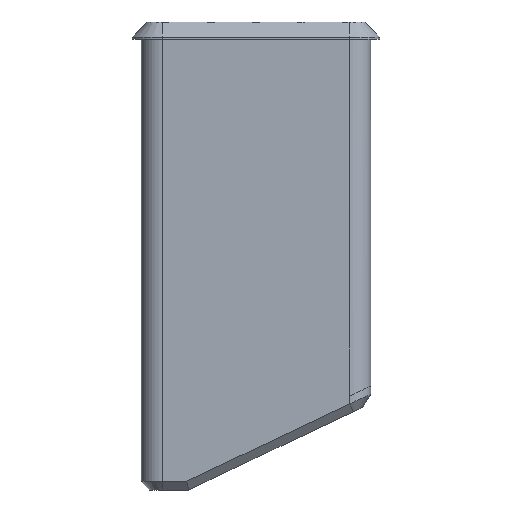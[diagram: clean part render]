
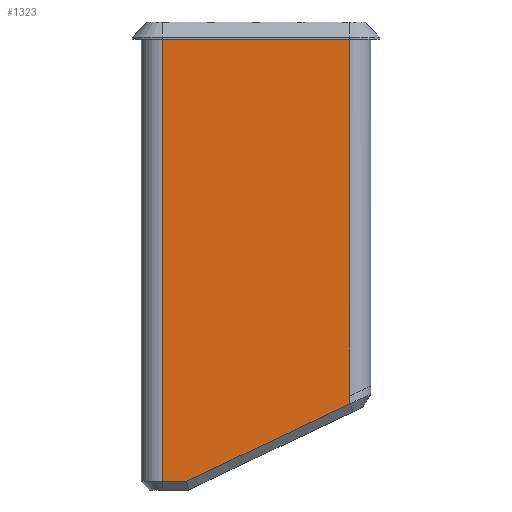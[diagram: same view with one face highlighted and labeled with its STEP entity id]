
A CAD part, left-side view. The second image highlights one B-rep face of the part: STEP entity #1323.
In plain terms, the highlighted planar face has unit normal (-1, 0, 0).
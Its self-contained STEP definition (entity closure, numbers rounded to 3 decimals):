
#103 = PLANE('',#104);
#104 = AXIS2_PLACEMENT_3D('',#105,#106,#107);
#105 = CARTESIAN_POINT('',(-159.477,-37.109,-16.4));
#106 = DIRECTION('',(0.,0.,1.));
#107 = DIRECTION('',(1.,0.,0.));
#131 = CYLINDRICAL_SURFACE('',#132,4.9);
#132 = AXIS2_PLACEMENT_3D('',#133,#134,#135);
#133 = CARTESIAN_POINT('',(-165.477,-58.697,-16.4));
#134 = DIRECTION('',(0.,0.,1.));
#135 = DIRECTION('',(1.,0.,0.));
#159 = SURFACE_OF_LINEAR_EXTRUSION('',#160,#165);
#160 = ELLIPSE('',#161,5.426,4.9);
#161 = AXIS2_PLACEMENT_3D('',#162,#163,#164);
#162 = CARTESIAN_POINT('',(-165.477,-58.697,-98.732));
#163 = DIRECTION('',(-0.,0.43,0.903));
#164 = DIRECTION('',(0.,-0.903,0.43));
#165 = VECTOR('',#166,1.);
#166 = DIRECTION('',(0.,0.,1.));
#499 = VERTEX_POINT('',#500);
#500 = CARTESIAN_POINT('',(-170.377,-58.697,-98.732));
#528 = EDGE_CURVE('',#499,#529,#531,.T.);
#529 = VERTEX_POINT('',#530);
#530 = CARTESIAN_POINT('',(-170.377,-58.697,-100.517));
#531 = SURFACE_CURVE('',#532,(#536,#543),.PCURVE_S1.);
#532 = LINE('',#533,#534);
#533 = CARTESIAN_POINT('',(-170.377,-58.697,-98.732));
#534 = VECTOR('',#535,1.);
#535 = DIRECTION('',(-0.,-0.,-1.));
#536 = PCURVE('',#159,#537);
#537 = DEFINITIONAL_REPRESENTATION('',(#538),#542);
#538 = LINE('',#539,#540);
#539 = CARTESIAN_POINT('',(4.712,0.));
#540 = VECTOR('',#541,1.);
#541 = DIRECTION('',(0.,-1.));
#542 = ( GEOMETRIC_REPRESENTATION_CONTEXT(2) 
PARAMETRIC_REPRESENTATION_CONTEXT() REPRESENTATION_CONTEXT('2D SPACE',''
  ) );
#543 = PCURVE('',#544,#549);
#544 = PLANE('',#545);
#545 = AXIS2_PLACEMENT_3D('',#546,#547,#548);
#546 = CARTESIAN_POINT('',(-170.377,-36.804,-66.378));
#547 = DIRECTION('',(-1.,0.,0.));
#548 = DIRECTION('',(0.,-1.,0.));
#549 = DEFINITIONAL_REPRESENTATION('',(#550),#554);
#550 = LINE('',#551,#552);
#551 = CARTESIAN_POINT('',(21.894,-32.354));
#552 = VECTOR('',#553,1.);
#553 = DIRECTION('',(0.,-1.));
#554 = ( GEOMETRIC_REPRESENTATION_CONTEXT(2) 
PARAMETRIC_REPRESENTATION_CONTEXT() REPRESENTATION_CONTEXT('2D SPACE',''
  ) );
#833 = VERTEX_POINT('',#834);
#834 = CARTESIAN_POINT('',(-170.377,-58.697,-16.4));
#856 = EDGE_CURVE('',#833,#857,#859,.T.);
#857 = VERTEX_POINT('',#858);
#858 = CARTESIAN_POINT('',(-170.377,-15.52,-16.4));
#859 = SURFACE_CURVE('',#860,(#864,#871),.PCURVE_S1.);
#860 = LINE('',#861,#862);
#861 = CARTESIAN_POINT('',(-170.377,-58.697,-16.4));
#862 = VECTOR('',#863,1.);
#863 = DIRECTION('',(0.,1.,0.));
#864 = PCURVE('',#103,#865);
#865 = DEFINITIONAL_REPRESENTATION('',(#866),#870);
#866 = LINE('',#867,#868);
#867 = CARTESIAN_POINT('',(-10.9,-21.589));
#868 = VECTOR('',#869,1.);
#869 = DIRECTION('',(0.,1.));
#870 = ( GEOMETRIC_REPRESENTATION_CONTEXT(2) 
PARAMETRIC_REPRESENTATION_CONTEXT() REPRESENTATION_CONTEXT('2D SPACE',''
  ) );
#871 = PCURVE('',#544,#872);
#872 = DEFINITIONAL_REPRESENTATION('',(#873),#877);
#873 = LINE('',#874,#875);
#874 = CARTESIAN_POINT('',(21.894,49.978));
#875 = VECTOR('',#876,1.);
#876 = DIRECTION('',(-1.,0.));
#877 = ( GEOMETRIC_REPRESENTATION_CONTEXT(2) 
PARAMETRIC_REPRESENTATION_CONTEXT() REPRESENTATION_CONTEXT('2D SPACE',''
  ) );
#896 = CYLINDRICAL_SURFACE('',#897,4.9);
#897 = AXIS2_PLACEMENT_3D('',#898,#899,#900);
#898 = CARTESIAN_POINT('',(-165.477,-15.52,-16.4));
#899 = DIRECTION('',(0.,0.,1.));
#900 = DIRECTION('',(1.,0.,0.));
#992 = EDGE_CURVE('',#833,#499,#993,.T.);
#993 = SURFACE_CURVE('',#994,(#998,#1005),.PCURVE_S1.);
#994 = LINE('',#995,#996);
#995 = CARTESIAN_POINT('',(-170.377,-58.697,-16.4));
#996 = VECTOR('',#997,1.);
#997 = DIRECTION('',(-0.,-0.,-1.));
#998 = PCURVE('',#131,#999);
#999 = DEFINITIONAL_REPRESENTATION('',(#1000),#1004);
#1000 = LINE('',#1001,#1002);
#1001 = CARTESIAN_POINT('',(3.142,0.));
#1002 = VECTOR('',#1003,1.);
#1003 = DIRECTION('',(0.,-1.));
#1004 = ( GEOMETRIC_REPRESENTATION_CONTEXT(2) 
PARAMETRIC_REPRESENTATION_CONTEXT() REPRESENTATION_CONTEXT('2D SPACE',''
  ) );
#1005 = PCURVE('',#544,#1006);
#1006 = DEFINITIONAL_REPRESENTATION('',(#1007),#1011);
#1007 = LINE('',#1008,#1009);
#1008 = CARTESIAN_POINT('',(21.894,49.978));
#1009 = VECTOR('',#1010,1.);
#1010 = DIRECTION('',(0.,-1.));
#1011 = ( GEOMETRIC_REPRESENTATION_CONTEXT(2) 
PARAMETRIC_REPRESENTATION_CONTEXT() REPRESENTATION_CONTEXT('2D SPACE',''
  ) );
#1189 = PLANE('',#1190);
#1190 = AXIS2_PLACEMENT_3D('',#1191,#1192,#1193);
#1191 = CARTESIAN_POINT('',(-169.377,-21.137,-119.497)
  );
#1192 = DIRECTION('',(0.707,0.304,0.639));
#1193 = DIRECTION('',(0.,-0.903,0.43)
  );
#1323 = ADVANCED_FACE('',(#1324),#544,.T.);
#1324 = FACE_BOUND('',#1325,.T.);
#1325 = EDGE_LOOP('',(#1326,#1327,#1328,#1329,#1352,#1380));
#1326 = ORIENTED_EDGE('',*,*,#528,.F.);
#1327 = ORIENTED_EDGE('',*,*,#992,.F.);
#1328 = ORIENTED_EDGE('',*,*,#856,.T.);
#1329 = ORIENTED_EDGE('',*,*,#1330,.T.);
#1330 = EDGE_CURVE('',#857,#1331,#1333,.T.);
#1331 = VERTEX_POINT('',#1332);
#1332 = CARTESIAN_POINT('',(-170.377,-15.52,-118.4));
#1333 = SURFACE_CURVE('',#1334,(#1338,#1345),.PCURVE_S1.);
#1334 = LINE('',#1335,#1336);
#1335 = CARTESIAN_POINT('',(-170.377,-15.52,-16.4));
#1336 = VECTOR('',#1337,1.);
#1337 = DIRECTION('',(-0.,-0.,-1.));
#1338 = PCURVE('',#544,#1339);
#1339 = DEFINITIONAL_REPRESENTATION('',(#1340),#1344);
#1340 = LINE('',#1341,#1342);
#1341 = CARTESIAN_POINT('',(-21.284,49.978));
#1342 = VECTOR('',#1343,1.);
#1343 = DIRECTION('',(0.,-1.));
#1344 = ( GEOMETRIC_REPRESENTATION_CONTEXT(2) 
PARAMETRIC_REPRESENTATION_CONTEXT() REPRESENTATION_CONTEXT('2D SPACE',''
  ) );
#1345 = PCURVE('',#896,#1346);
#1346 = DEFINITIONAL_REPRESENTATION('',(#1347),#1351);
#1347 = LINE('',#1348,#1349);
#1348 = CARTESIAN_POINT('',(3.142,0.));
#1349 = VECTOR('',#1350,1.);
#1350 = DIRECTION('',(0.,-1.));
#1351 = ( GEOMETRIC_REPRESENTATION_CONTEXT(2) 
PARAMETRIC_REPRESENTATION_CONTEXT() REPRESENTATION_CONTEXT('2D SPACE',''
  ) );
#1352 = ORIENTED_EDGE('',*,*,#1353,.T.);
#1353 = EDGE_CURVE('',#1331,#1354,#1356,.T.);
#1354 = VERTEX_POINT('',#1355);
#1355 = CARTESIAN_POINT('',(-170.377,-21.115,-118.4));
#1356 = SURFACE_CURVE('',#1357,(#1361,#1368),.PCURVE_S1.);
#1357 = LINE('',#1358,#1359);
#1358 = CARTESIAN_POINT('',(-170.377,-15.52,-118.4));
#1359 = VECTOR('',#1360,1.);
#1360 = DIRECTION('',(0.,-1.,0.));
#1361 = PCURVE('',#544,#1362);
#1362 = DEFINITIONAL_REPRESENTATION('',(#1363),#1367);
#1363 = LINE('',#1364,#1365);
#1364 = CARTESIAN_POINT('',(-21.284,-52.022));
#1365 = VECTOR('',#1366,1.);
#1366 = DIRECTION('',(1.,0.));
#1367 = ( GEOMETRIC_REPRESENTATION_CONTEXT(2) 
PARAMETRIC_REPRESENTATION_CONTEXT() REPRESENTATION_CONTEXT('2D SPACE',''
  ) );
#1368 = PCURVE('',#1369,#1374);
#1369 = PLANE('',#1370);
#1370 = AXIS2_PLACEMENT_3D('',#1371,#1372,#1373);
#1371 = CARTESIAN_POINT('',(-169.377,-15.52,-119.4));
#1372 = DIRECTION('',(0.707,0.,0.707));
#1373 = DIRECTION('',(0.,-1.,0.));
#1374 = DEFINITIONAL_REPRESENTATION('',(#1375),#1379);
#1375 = LINE('',#1376,#1377);
#1376 = CARTESIAN_POINT('',(0.,-1.414));
#1377 = VECTOR('',#1378,1.);
#1378 = DIRECTION('',(1.,0.));
#1379 = ( GEOMETRIC_REPRESENTATION_CONTEXT(2) 
PARAMETRIC_REPRESENTATION_CONTEXT() REPRESENTATION_CONTEXT('2D SPACE',''
  ) );
#1380 = ORIENTED_EDGE('',*,*,#1381,.T.);
#1381 = EDGE_CURVE('',#1354,#529,#1382,.T.);
#1382 = SURFACE_CURVE('',#1383,(#1387,#1394),.PCURVE_S1.);
#1383 = LINE('',#1384,#1385);
#1384 = CARTESIAN_POINT('',(-170.377,-20.708,-118.594)
  );
#1385 = VECTOR('',#1386,1.);
#1386 = DIRECTION('',(0.,-0.903,0.43));
#1387 = PCURVE('',#544,#1388);
#1388 = DEFINITIONAL_REPRESENTATION('',(#1389),#1393);
#1389 = LINE('',#1390,#1391);
#1390 = CARTESIAN_POINT('',(-16.096,-52.216));
#1391 = VECTOR('',#1392,1.);
#1392 = DIRECTION('',(0.903,0.43));
#1393 = ( GEOMETRIC_REPRESENTATION_CONTEXT(2) 
PARAMETRIC_REPRESENTATION_CONTEXT() REPRESENTATION_CONTEXT('2D SPACE',''
  ) );
#1394 = PCURVE('',#1189,#1395);
#1395 = DEFINITIONAL_REPRESENTATION('',(#1396),#1400);
#1396 = LINE('',#1397,#1398);
#1397 = CARTESIAN_POINT('',(0.,-1.414));
#1398 = VECTOR('',#1399,1.);
#1399 = DIRECTION('',(1.,0.));
#1400 = ( GEOMETRIC_REPRESENTATION_CONTEXT(2) 
PARAMETRIC_REPRESENTATION_CONTEXT() REPRESENTATION_CONTEXT('2D SPACE',''
  ) );
